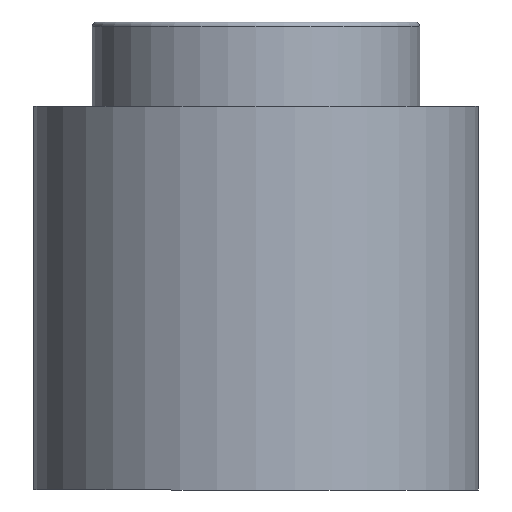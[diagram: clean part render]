
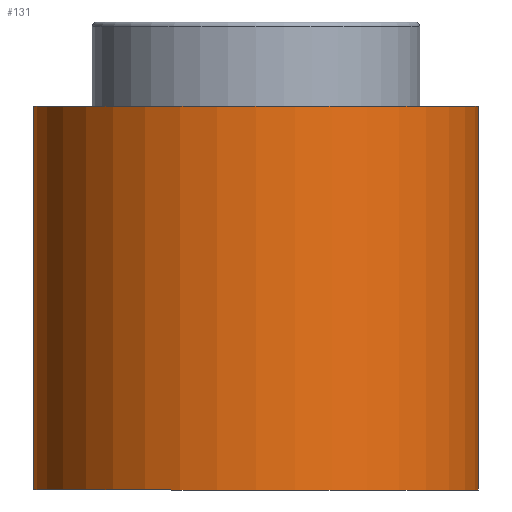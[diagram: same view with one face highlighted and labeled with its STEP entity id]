
A CAD part, front view. The second image highlights one B-rep face of the part: STEP entity #131.
In plain terms, the highlighted cylindrical face has radius 47.5 mm (diameter 95 mm), a partial arc.
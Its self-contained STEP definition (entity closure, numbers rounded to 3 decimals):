
#96 = AXIS2_PLACEMENT_3D ( 'NONE', #153, #1089, #942 ) ;
#119 = ORIENTED_EDGE ( 'NONE', *, *, #598, .F. ) ;
#131 = ADVANCED_FACE ( 'NONE', ( #266 ), #967, .T. ) ;
#135 = EDGE_CURVE ( 'NONE', #427, #664, #1239, .T. ) ;
#153 = CARTESIAN_POINT ( 'NONE',  ( 0., 0., 82. ) ) ;
#173 = VERTEX_POINT ( 'NONE', #1191 ) ;
#197 = EDGE_CURVE ( 'NONE', #427, #173, #906, .T. ) ;
#198 = CARTESIAN_POINT ( 'NONE',  ( 0., 0., 0. ) ) ;
#262 = ORIENTED_EDGE ( 'NONE', *, *, #1194, .T. ) ;
#266 = FACE_OUTER_BOUND ( 'NONE', #1081, .T. ) ;
#299 = CARTESIAN_POINT ( 'NONE',  ( -47.5, 0., 82. ) ) ;
#373 = DIRECTION ( 'NONE',  ( 0., 0., -1. ) ) ;
#399 = CARTESIAN_POINT ( 'NONE',  ( -47.5, 0., 0. ) ) ;
#419 = CARTESIAN_POINT ( 'NONE',  ( -47.5, 0., 0. ) ) ;
#420 = CARTESIAN_POINT ( 'NONE',  ( 47.5, 0., 82. ) ) ;
#423 = VECTOR ( 'NONE', #1280, 1000. ) ;
#427 = VERTEX_POINT ( 'NONE', #420 ) ;
#429 = DIRECTION ( 'NONE',  ( 0., 0., -1. ) ) ;
#463 = DIRECTION ( 'NONE',  ( -1., 0., 0. ) ) ;
#494 = DIRECTION ( 'NONE',  ( -1., 0., 0. ) ) ;
#540 = ORIENTED_EDGE ( 'NONE', *, *, #197, .F. ) ;
#565 = CARTESIAN_POINT ( 'NONE',  ( 0., 0., 0. ) ) ;
#574 = DIRECTION ( 'NONE',  ( 0., 0., -1. ) ) ;
#598 = EDGE_CURVE ( 'NONE', #173, #994, #904, .T. ) ;
#664 = VERTEX_POINT ( 'NONE', #299 ) ;
#898 = ORIENTED_EDGE ( 'NONE', *, *, #135, .T. ) ;
#904 = CIRCLE ( 'NONE', #908, 47.5 ) ;
#906 = LINE ( 'NONE', #1051, #1174 ) ;
#908 = AXIS2_PLACEMENT_3D ( 'NONE', #565, #574, #463 ) ;
#942 = DIRECTION ( 'NONE',  ( -1., 0., 0. ) ) ;
#962 = LINE ( 'NONE', #419, #423 ) ;
#967 = CYLINDRICAL_SURFACE ( 'NONE', #1100, 47.5 ) ;
#994 = VERTEX_POINT ( 'NONE', #399 ) ;
#1051 = CARTESIAN_POINT ( 'NONE',  ( 47.5, 0., 0. ) ) ;
#1081 = EDGE_LOOP ( 'NONE', ( #540, #898, #262, #119 ) ) ;
#1089 = DIRECTION ( 'NONE',  ( 0., 0., -1. ) ) ;
#1100 = AXIS2_PLACEMENT_3D ( 'NONE', #198, #429, #494 ) ;
#1174 = VECTOR ( 'NONE', #373, 1000. ) ;
#1191 = CARTESIAN_POINT ( 'NONE',  ( 47.5, 0., 0. ) ) ;
#1194 = EDGE_CURVE ( 'NONE', #664, #994, #962, .T. ) ;
#1239 = CIRCLE ( 'NONE', #96, 47.5 ) ;
#1280 = DIRECTION ( 'NONE',  ( 0., 0., -1. ) ) ;
